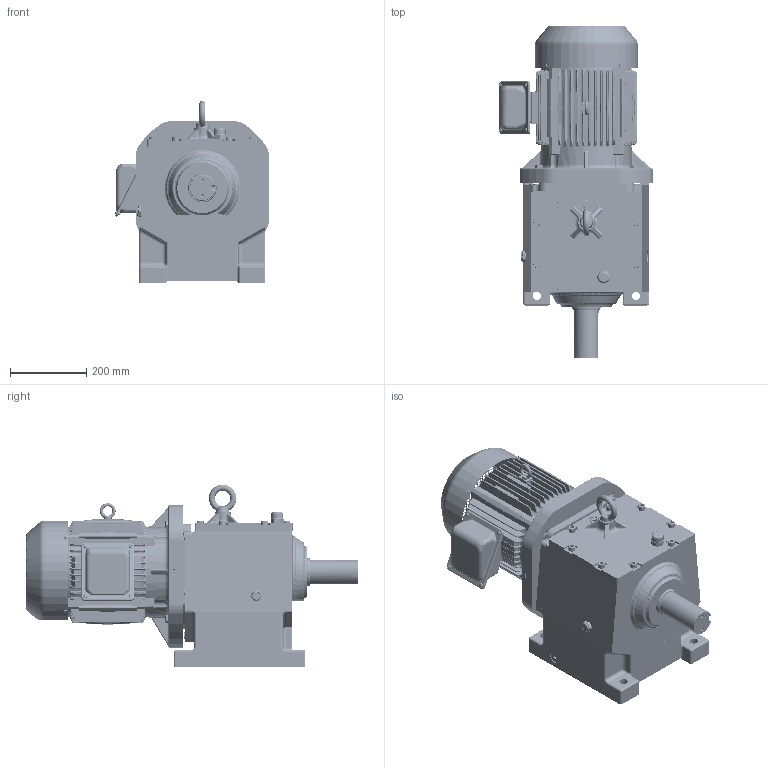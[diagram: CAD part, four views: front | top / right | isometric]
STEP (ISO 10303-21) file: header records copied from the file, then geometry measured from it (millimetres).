
FILE_DESCRIPTION(/* description */ ('Unknown'),/* implementation_level */ '2;1');
FILE_NAME(/* name */ 'EK2DO07242H001_HHM25_132M_CUSTOMER',/* time_stamp */ '2020-01-17T11:38:20+09:00',/* author */ ('Unknown'),/* organization */ ('Unknown'),/* preprocessor_version */ 'ST-DEVELOPER v16.7',/* originating_system */ 'DEX',/* authorisation */ $);
FILE_SCHEMA (('AUTOMOTIVE_DESIGN {1 0 10303 214 3 1 1}'));
Products named in the file (1): だお1
Bounding box: 404.42 x 870.67 x 478.95 mm (x, y, z)
Volume: 53100099 mm3; surface area: 1864962.9 mm2
Topology: 2 solids, 53 shells, 5396 faces, 14329 edges, 9059 vertices
Faces by surface type: plane 2310, cylinder 2048, bspline 738, torus 146, cone 120, sphere 34
Full cylindrical faces by diameter (mm): 2.6 x4, 3 x1, 4.917 x8, 5 x4, 6 x8, 6.647 x16, 7 x8, 7.7 x1, 8 x8, 8.376 x3, 8.917 x4, 9 x1, 10 x4, 10.5 x4, 10.917 x53, 12 x18, 13.033 x1, 13.835 x4, 14 x19, 16 x1, 16.4 x1, 18 x18, 18.376 x3, 19.5 x6, 20 x11, 20.376 x8, 22 x5, 27 x1, 28 x1, 31.4 x1
Entity records: 222407 total; most frequent: CARTESIAN_POINT 71211, ORIENTED_EDGE 27326, DIRECTION 26353, EDGE_CURVE 13663, AXIS2_PLACEMENT_3D 9536, VERTEX_POINT 8804, LINE 7281, VECTOR 7281
